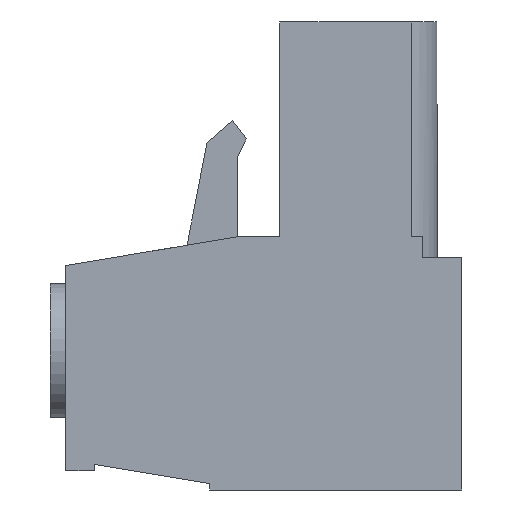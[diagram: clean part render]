
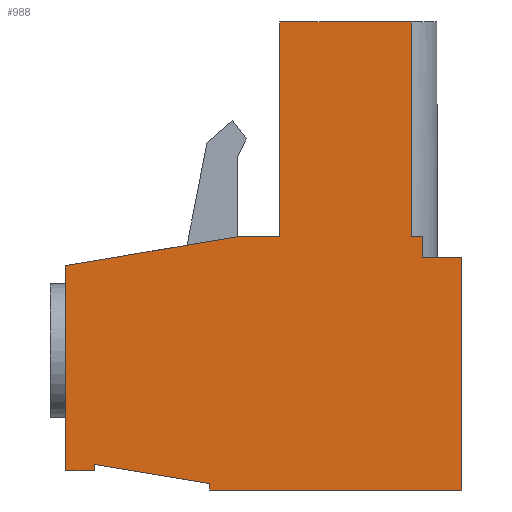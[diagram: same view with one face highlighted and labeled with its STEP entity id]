
A CAD part, left-side view. The second image highlights one B-rep face of the part: STEP entity #988.
In plain terms, the highlighted planar face has unit normal (-1, 0, 0).
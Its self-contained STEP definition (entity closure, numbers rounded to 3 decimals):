
#62 = DIRECTION ( 'NONE',  ( 0., 0., 1. ) ) ;
#93 = VERTEX_POINT ( 'NONE', #370 ) ;
#370 = CARTESIAN_POINT ( 'NONE',  ( 0., 7.05, 18.15 ) ) ;
#380 = LINE ( 'NONE', #2718, #11490 ) ;
#392 = LINE ( 'NONE', #7925, #3039 ) ;
#476 = EDGE_CURVE ( 'NONE', #12140, #5892, #13007, .T. ) ;
#540 = CARTESIAN_POINT ( 'NONE',  ( 0., 7.05, 18.15 ) ) ;
#557 = VERTEX_POINT ( 'NONE', #11480 ) ;
#803 = ORIENTED_EDGE ( 'NONE', *, *, #12454, .F. ) ;
#988 = ADVANCED_FACE ( 'NONE', ( #11625 ), #3824, .T. ) ;
#1329 = DIRECTION ( 'NONE',  ( 0., -1., 0. ) ) ;
#1369 = ORIENTED_EDGE ( 'NONE', *, *, #11915, .F. ) ;
#1439 = ORIENTED_EDGE ( 'NONE', *, *, #10065, .F. ) ;
#1440 = EDGE_CURVE ( 'NONE', #5892, #10496, #12294, .T. ) ;
#1630 = LINE ( 'NONE', #12114, #13013 ) ;
#1653 = CARTESIAN_POINT ( 'NONE',  ( 0., 15.35, 8.7 ) ) ;
#1988 = DIRECTION ( 'NONE',  ( 0., -0.986, 0.167 ) ) ;
#1991 = VERTEX_POINT ( 'NONE', #14156 ) ;
#2249 = DIRECTION ( 'NONE',  ( 0., -1., 0. ) ) ;
#2282 = DIRECTION ( 'NONE',  ( -1., 0., 0. ) ) ;
#2338 = VECTOR ( 'NONE', #62, 1000. ) ;
#2355 = CARTESIAN_POINT ( 'NONE',  ( 0., 0., 0. ) ) ;
#2372 = DIRECTION ( 'NONE',  ( 0., 1., 0. ) ) ;
#2718 = CARTESIAN_POINT ( 'NONE',  ( 0., 1.5, 9. ) ) ;
#2743 = CARTESIAN_POINT ( 'NONE',  ( 0., 1.5, 9.85 ) ) ;
#2753 = DIRECTION ( 'NONE',  ( 0., 0., 1. ) ) ;
#2824 = CARTESIAN_POINT ( 'NONE',  ( 0., 1.5, 9. ) ) ;
#2949 = DIRECTION ( 'NONE',  ( 0., 0.987, 0.163 ) ) ;
#3029 = CARTESIAN_POINT ( 'NONE',  ( 0., 9.77, 0. ) ) ;
#3039 = VECTOR ( 'NONE', #2372, 1000. ) ;
#3057 = EDGE_CURVE ( 'NONE', #93, #11664, #6357, .T. ) ;
#3619 = EDGE_CURVE ( 'NONE', #1991, #12140, #5994, .T. ) ;
#3767 = VECTOR ( 'NONE', #1329, 1000. ) ;
#3775 = ORIENTED_EDGE ( 'NONE', *, *, #12854, .F. ) ;
#3793 = CARTESIAN_POINT ( 'NONE',  ( 0., 1.95, 18.15 ) ) ;
#3824 = PLANE ( 'NONE',  #4725 ) ;
#4105 = CARTESIAN_POINT ( 'NONE',  ( 0., 14.25, 0.75 ) ) ;
#4585 = VECTOR ( 'NONE', #1988, 1000. ) ;
#4725 = AXIS2_PLACEMENT_3D ( 'NONE', #2355, #2282, #2753 ) ;
#4803 = ORIENTED_EDGE ( 'NONE', *, *, #12290, .F. ) ;
#4864 = CARTESIAN_POINT ( 'NONE',  ( 0., 9.77, 0. ) ) ;
#4969 = CARTESIAN_POINT ( 'NONE',  ( 0., 7.05, 9.85 ) ) ;
#5018 = VERTEX_POINT ( 'NONE', #6173 ) ;
#5088 = CARTESIAN_POINT ( 'NONE',  ( 0., 0., 9. ) ) ;
#5249 = EDGE_CURVE ( 'NONE', #557, #13406, #10114, .T. ) ;
#5294 = VERTEX_POINT ( 'NONE', #2824 ) ;
#5698 = LINE ( 'NONE', #3029, #11556 ) ;
#5892 = VERTEX_POINT ( 'NONE', #8942 ) ;
#5994 = LINE ( 'NONE', #13272, #2338 ) ;
#6173 = CARTESIAN_POINT ( 'NONE',  ( 0., 0., 0. ) ) ;
#6352 = CARTESIAN_POINT ( 'NONE',  ( 0., 0., 0. ) ) ;
#6357 = LINE ( 'NONE', #11287, #3767 ) ;
#6406 = ORIENTED_EDGE ( 'NONE', *, *, #6941, .F. ) ;
#6481 = VECTOR ( 'NONE', #11565, 1000. ) ;
#6687 = EDGE_CURVE ( 'NONE', #11664, #557, #8044, .T. ) ;
#6738 = ORIENTED_EDGE ( 'NONE', *, *, #1440, .F. ) ;
#6779 = VERTEX_POINT ( 'NONE', #9210 ) ;
#6865 = VERTEX_POINT ( 'NONE', #13712 ) ;
#6941 = EDGE_CURVE ( 'NONE', #10496, #93, #11119, .T. ) ;
#7032 = LINE ( 'NONE', #6352, #9601 ) ;
#7203 = LINE ( 'NONE', #8478, #10126 ) ;
#7249 = DIRECTION ( 'NONE',  ( 0., 0., 1. ) ) ;
#7449 = ORIENTED_EDGE ( 'NONE', *, *, #13399, .F. ) ;
#7462 = DIRECTION ( 'NONE',  ( 0., 0., -1. ) ) ;
#7480 = DIRECTION ( 'NONE',  ( 0., 0., -1. ) ) ;
#7659 = VECTOR ( 'NONE', #11595, 1000. ) ;
#7676 = CARTESIAN_POINT ( 'NONE',  ( 0., 8.55, 9.85 ) ) ;
#7733 = LINE ( 'NONE', #4105, #10298 ) ;
#7925 = CARTESIAN_POINT ( 'NONE',  ( 0., 15.35, 0.75 ) ) ;
#8003 = LINE ( 'NONE', #13803, #7659 ) ;
#8032 = ORIENTED_EDGE ( 'NONE', *, *, #13264, .F. ) ;
#8044 = LINE ( 'NONE', #12317, #13521 ) ;
#8190 = EDGE_CURVE ( 'NONE', #5294, #12201, #8003, .T. ) ;
#8478 = CARTESIAN_POINT ( 'NONE',  ( 0., 9.77, 0.25 ) ) ;
#8755 = ORIENTED_EDGE ( 'NONE', *, *, #3057, .F. ) ;
#8801 = ORIENTED_EDGE ( 'NONE', *, *, #6687, .F. ) ;
#8851 = ORIENTED_EDGE ( 'NONE', *, *, #476, .F. ) ;
#8935 = ORIENTED_EDGE ( 'NONE', *, *, #3619, .F. ) ;
#8942 = CARTESIAN_POINT ( 'NONE',  ( 0., 8.55, 9.85 ) ) ;
#9210 = CARTESIAN_POINT ( 'NONE',  ( 0., 9.77, 0.25 ) ) ;
#9388 = VECTOR ( 'NONE', #2249, 1000. ) ;
#9525 = ORIENTED_EDGE ( 'NONE', *, *, #8190, .F. ) ;
#9574 = CARTESIAN_POINT ( 'NONE',  ( 0., 1.5, 9.85 ) ) ;
#9601 = VECTOR ( 'NONE', #7480, 1000. ) ;
#9664 = DIRECTION ( 'NONE',  ( 0., 0., 1. ) ) ;
#9931 = DIRECTION ( 'NONE',  ( 0., 1., 0. ) ) ;
#10065 = EDGE_CURVE ( 'NONE', #12086, #6779, #5698, .T. ) ;
#10114 = LINE ( 'NONE', #2743, #6481 ) ;
#10126 = VECTOR ( 'NONE', #2949, 1000. ) ;
#10298 = VECTOR ( 'NONE', #7462, 1000. ) ;
#10361 = VERTEX_POINT ( 'NONE', #13485 ) ;
#10496 = VERTEX_POINT ( 'NONE', #4969 ) ;
#10553 = EDGE_LOOP ( 'NONE', ( #803, #4803, #9525, #8032, #12568, #8801, #8755, #6406, #6738, #8851, #8935, #1369, #3775, #7449, #1439 ) ) ;
#11119 = LINE ( 'NONE', #540, #13689 ) ;
#11287 = CARTESIAN_POINT ( 'NONE',  ( 0., 1.95, 18.15 ) ) ;
#11480 = CARTESIAN_POINT ( 'NONE',  ( 0., 1.95, 9.85 ) ) ;
#11490 = VECTOR ( 'NONE', #12634, 1000. ) ;
#11556 = VECTOR ( 'NONE', #9664, 1000. ) ;
#11565 = DIRECTION ( 'NONE',  ( 0., -1., 0. ) ) ;
#11595 = DIRECTION ( 'NONE',  ( 0., -1., 0. ) ) ;
#11625 = FACE_OUTER_BOUND ( 'NONE', #10553, .T. ) ;
#11664 = VERTEX_POINT ( 'NONE', #3793 ) ;
#11915 = EDGE_CURVE ( 'NONE', #10361, #1991, #392, .T. ) ;
#12086 = VERTEX_POINT ( 'NONE', #4864 ) ;
#12114 = CARTESIAN_POINT ( 'NONE',  ( 0., 9.77, 0. ) ) ;
#12140 = VERTEX_POINT ( 'NONE', #1653 ) ;
#12201 = VERTEX_POINT ( 'NONE', #5088 ) ;
#12290 = EDGE_CURVE ( 'NONE', #12201, #5018, #7032, .T. ) ;
#12294 = LINE ( 'NONE', #12332, #9388 ) ;
#12317 = CARTESIAN_POINT ( 'NONE',  ( 0., 1.95, 9.85 ) ) ;
#12332 = CARTESIAN_POINT ( 'NONE',  ( 0., 7.05, 9.85 ) ) ;
#12454 = EDGE_CURVE ( 'NONE', #5018, #12086, #1630, .T. ) ;
#12568 = ORIENTED_EDGE ( 'NONE', *, *, #5249, .F. ) ;
#12634 = DIRECTION ( 'NONE',  ( 0., 0., -1. ) ) ;
#12854 = EDGE_CURVE ( 'NONE', #6865, #10361, #7733, .T. ) ;
#13007 = LINE ( 'NONE', #7676, #4585 ) ;
#13013 = VECTOR ( 'NONE', #9931, 1000. ) ;
#13264 = EDGE_CURVE ( 'NONE', #13406, #5294, #380, .T. ) ;
#13272 = CARTESIAN_POINT ( 'NONE',  ( 0., 15.35, 8.7 ) ) ;
#13399 = EDGE_CURVE ( 'NONE', #6779, #6865, #7203, .T. ) ;
#13406 = VERTEX_POINT ( 'NONE', #9574 ) ;
#13437 = DIRECTION ( 'NONE',  ( 0., 0., -1. ) ) ;
#13485 = CARTESIAN_POINT ( 'NONE',  ( 0., 14.25, 0.75 ) ) ;
#13521 = VECTOR ( 'NONE', #13437, 1000. ) ;
#13689 = VECTOR ( 'NONE', #7249, 1000. ) ;
#13712 = CARTESIAN_POINT ( 'NONE',  ( 0., 14.25, 0.99 ) ) ;
#13803 = CARTESIAN_POINT ( 'NONE',  ( 0., 0., 9. ) ) ;
#14156 = CARTESIAN_POINT ( 'NONE',  ( 0., 15.35, 0.75 ) ) ;
